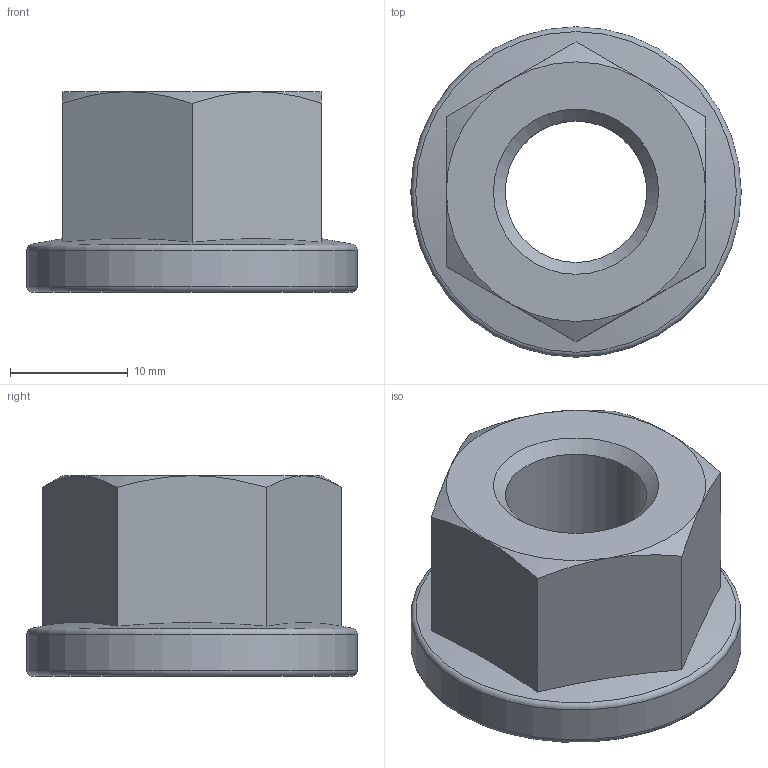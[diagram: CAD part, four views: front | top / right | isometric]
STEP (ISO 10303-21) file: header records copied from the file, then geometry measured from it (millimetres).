
FILE_DESCRIPTION( ( 'Unknown' ), '1' );
FILE_NAME( 'PT04-1422.stp', 'Unknown', ( 'Unknown' ), ( 'Unknown' ), 'XStep 1.0', 'Unknown', ' ' );
FILE_SCHEMA( ( 'CONFIG_CONTROL_DESIGN' ) );
Length unit declared in the file: millimetre
Products named in the file (1): 1
Bounding box: 28 x 28 x 17 mm (x, y, z)
Volume: 5974.4 mm3; surface area: 2866.1 mm2
Topology: 1 solids, 1 shells, 21 faces, 48 edges, 29 vertices
Faces by surface type: cone 9, plane 8, torus 2, cylinder 2
Full cylindrical faces by diameter (mm): 12 x1, 28 x1
Entity records: 636 total; most frequent: CARTESIAN_POINT 188, DIRECTION 78, ORIENTED_EDGE 76, EDGE_CURVE 38, AXIS2_PLACEMENT_3D 36, EDGE_LOOP 30, VERTEX_POINT 26, FACE_OUTER_BOUND 25
